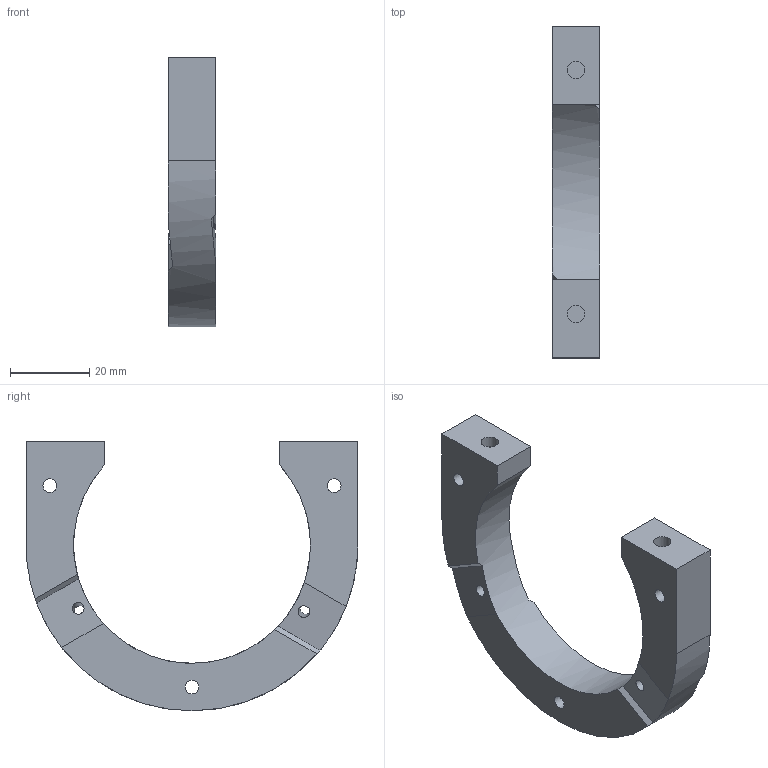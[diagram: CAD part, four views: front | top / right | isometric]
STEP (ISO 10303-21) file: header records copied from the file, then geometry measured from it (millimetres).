
FILE_DESCRIPTION(('FreeCAD Model'),'2;1');
FILE_NAME('Open CASCADE Shape Model','2021-08-16T18:26:35',('Author'),( ''),'Open CASCADE STEP processor 7.4','FreeCAD','Unknown');
FILE_SCHEMA(('AUTOMOTIVE_DESIGN_CC2 { 1 2 10303 214 -1 1 5 4 }'));
Length unit declared in the file: millimetre
Products named in the file (1): FocuserBase
Bounding box: 12 x 84 x 68.25 mm (x, y, z)
Volume: 24574.2 mm3; surface area: 9897.1 mm2
Topology: 1 solids, 1 shells, 46 faces, 120 edges, 80 vertices
Faces by surface type: plane 34, cylinder 12
Full cylindrical faces by diameter (mm): 3 x2, 3.45 x3, 4.4 x4
Entity records: 3147 total; most frequent: CARTESIAN_POINT 681, DIRECTION 467, LINE 248, VECTOR 248, ORIENTED_EDGE 240, PCURVE 240, DEFINITIONAL_REPRESENTATION 240, EDGE_CURVE 120
